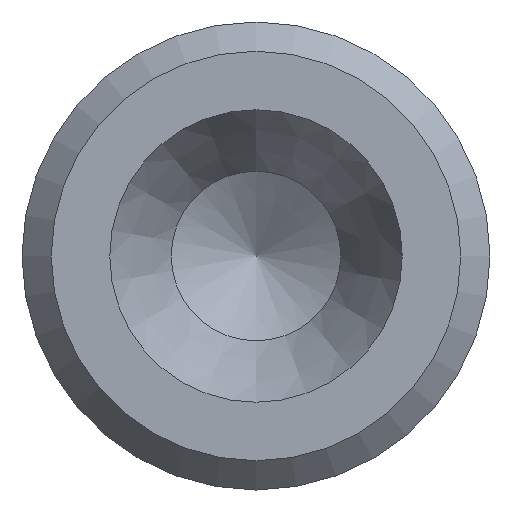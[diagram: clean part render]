
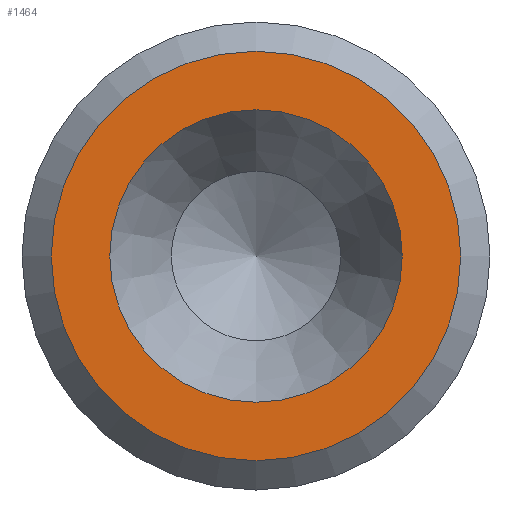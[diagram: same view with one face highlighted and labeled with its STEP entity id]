
A CAD part, left-side view. The second image highlights one B-rep face of the part: STEP entity #1464.
In plain terms, the highlighted planar face has unit normal (-1, 0, 0).
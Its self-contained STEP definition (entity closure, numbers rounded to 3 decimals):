
#1069 = CONICAL_SURFACE('',#1070,3.75,0.785);
#1070 = AXIS2_PLACEMENT_3D('',#1071,#1072,#1073);
#1071 = CARTESIAN_POINT('',(0.25,0.,0.));
#1072 = DIRECTION('',(1.,0.,0.));
#1073 = DIRECTION('',(0.,0.,-1.));
#1329 = CONICAL_SURFACE('',#1330,1.975,0.524);
#1330 = AXIS2_PLACEMENT_3D('',#1331,#1332,#1333);
#1331 = CARTESIAN_POINT('',(0.909,0.,
    0.));
#1332 = DIRECTION('',(-1.,0.,0.));
#1333 = DIRECTION('',(0.,0.,-1.));
#1388 = EDGE_CURVE('',#1389,#1389,#1391,.T.);
#1389 = VERTEX_POINT('',#1390);
#1390 = CARTESIAN_POINT('',(0.,0.,-2.5));
#1391 = SURFACE_CURVE('',#1392,(#1397,#1426),.PCURVE_S1.);
#1392 = CIRCLE('',#1393,2.5);
#1393 = AXIS2_PLACEMENT_3D('',#1394,#1395,#1396);
#1394 = CARTESIAN_POINT('',(0.,0.,0.)
  );
#1395 = DIRECTION('',(1.,0.,0.));
#1396 = DIRECTION('',(0.,0.,-1.));
#1397 = PCURVE('',#1329,#1398);
#1398 = DEFINITIONAL_REPRESENTATION('',(#1399),#1425);
#1399 = B_SPLINE_CURVE_WITH_KNOTS('',3,(#1400,#1401,#1402,#1403,#1404,
    #1405,#1406,#1407,#1408,#1409,#1410,#1411,#1412,#1413,#1414,#1415,
    #1416,#1417,#1418,#1419,#1420,#1421,#1422,#1423,#1424),
  .UNSPECIFIED.,.F.,.F.,(4,1,1,1,1,1,1,1,1,1,1,1,1,1,1,1,1,1,1,1,1,1,4),
  (0.,0.286,0.571,0.857,1.142,
    1.428,1.714,1.999,2.285,
    2.57,2.856,3.142,3.427,
    3.713,3.998,4.284,4.57,
    4.855,5.141,5.426,5.712,
    5.998,6.283),.QUASI_UNIFORM_KNOTS.);
#1400 = CARTESIAN_POINT('',(6.283,0.909));
#1401 = CARTESIAN_POINT('',(6.188,0.909));
#1402 = CARTESIAN_POINT('',(5.998,0.909));
#1403 = CARTESIAN_POINT('',(5.712,0.909));
#1404 = CARTESIAN_POINT('',(5.426,0.909));
#1405 = CARTESIAN_POINT('',(5.141,0.909));
#1406 = CARTESIAN_POINT('',(4.855,0.909));
#1407 = CARTESIAN_POINT('',(4.57,0.909));
#1408 = CARTESIAN_POINT('',(4.284,0.909));
#1409 = CARTESIAN_POINT('',(3.998,0.909));
#1410 = CARTESIAN_POINT('',(3.713,0.909));
#1411 = CARTESIAN_POINT('',(3.427,0.909));
#1412 = CARTESIAN_POINT('',(3.142,0.909));
#1413 = CARTESIAN_POINT('',(2.856,0.909));
#1414 = CARTESIAN_POINT('',(2.57,0.909));
#1415 = CARTESIAN_POINT('',(2.285,0.909));
#1416 = CARTESIAN_POINT('',(1.999,0.909));
#1417 = CARTESIAN_POINT('',(1.714,0.909));
#1418 = CARTESIAN_POINT('',(1.428,0.909));
#1419 = CARTESIAN_POINT('',(1.142,0.909));
#1420 = CARTESIAN_POINT('',(0.857,0.909));
#1421 = CARTESIAN_POINT('',(0.571,0.909));
#1422 = CARTESIAN_POINT('',(0.286,0.909));
#1423 = CARTESIAN_POINT('',(0.095,0.909));
#1424 = CARTESIAN_POINT('',(0.,0.909));
#1425 = ( GEOMETRIC_REPRESENTATION_CONTEXT(2) 
PARAMETRIC_REPRESENTATION_CONTEXT() REPRESENTATION_CONTEXT('2D SPACE',''
  ) );
#1426 = PCURVE('',#1427,#1432);
#1427 = PLANE('',#1428);
#1428 = AXIS2_PLACEMENT_3D('',#1429,#1430,#1431);
#1429 = CARTESIAN_POINT('',(0.,0.,-3.));
#1430 = DIRECTION('',(-1.,0.,0.));
#1431 = DIRECTION('',(0.,1.,0.));
#1432 = DEFINITIONAL_REPRESENTATION('',(#1433),#1441);
#1433 = ( BOUNDED_CURVE() B_SPLINE_CURVE(2,(#1434,#1435,#1436,#1437,
#1438,#1439,#1440),.UNSPECIFIED.,.F.,.F.) B_SPLINE_CURVE_WITH_KNOTS((1,2
    ,2,2,2,1),(-2.094,0.,2.094,4.189,
6.283,8.378),.UNSPECIFIED.) CURVE() 
GEOMETRIC_REPRESENTATION_ITEM() RATIONAL_B_SPLINE_CURVE((1.,0.5,1.,0.5,
1.,0.5,1.)) REPRESENTATION_ITEM('') );
#1434 = CARTESIAN_POINT('',(0.,-0.5));
#1435 = CARTESIAN_POINT('',(4.33,-0.5));
#1436 = CARTESIAN_POINT('',(2.165,-4.25));
#1437 = CARTESIAN_POINT('',(0.,-8.));
#1438 = CARTESIAN_POINT('',(-2.165,-4.25));
#1439 = CARTESIAN_POINT('',(-4.33,-0.5));
#1440 = CARTESIAN_POINT('',(0.,-0.5));
#1441 = ( GEOMETRIC_REPRESENTATION_CONTEXT(2) 
PARAMETRIC_REPRESENTATION_CONTEXT() REPRESENTATION_CONTEXT('2D SPACE',''
  ) );
#1464 = ADVANCED_FACE('',(#1465,#1517),#1427,.T.);
#1465 = FACE_BOUND('',#1466,.T.);
#1466 = EDGE_LOOP('',(#1467));
#1467 = ORIENTED_EDGE('',*,*,#1468,.F.);
#1468 = EDGE_CURVE('',#1469,#1469,#1471,.T.);
#1469 = VERTEX_POINT('',#1470);
#1470 = CARTESIAN_POINT('',(0.,0.,-3.5));
#1471 = SURFACE_CURVE('',#1472,(#1477,#1488),.PCURVE_S1.);
#1472 = CIRCLE('',#1473,3.5);
#1473 = AXIS2_PLACEMENT_3D('',#1474,#1475,#1476);
#1474 = CARTESIAN_POINT('',(0.,0.,0.)
  );
#1475 = DIRECTION('',(1.,0.,0.));
#1476 = DIRECTION('',(0.,0.,-1.));
#1477 = PCURVE('',#1427,#1478);
#1478 = DEFINITIONAL_REPRESENTATION('',(#1479),#1487);
#1479 = ( BOUNDED_CURVE() B_SPLINE_CURVE(2,(#1480,#1481,#1482,#1483,
#1484,#1485,#1486),.UNSPECIFIED.,.F.,.F.) B_SPLINE_CURVE_WITH_KNOTS((1,2
    ,2,2,2,1),(-2.094,0.,2.094,4.189,
6.283,8.378),.UNSPECIFIED.) CURVE() 
GEOMETRIC_REPRESENTATION_ITEM() RATIONAL_B_SPLINE_CURVE((1.,0.5,1.,0.5,
1.,0.5,1.)) REPRESENTATION_ITEM('') );
#1480 = CARTESIAN_POINT('',(0.,0.5));
#1481 = CARTESIAN_POINT('',(6.062,0.5));
#1482 = CARTESIAN_POINT('',(3.031,-4.75));
#1483 = CARTESIAN_POINT('',(0.,-10.));
#1484 = CARTESIAN_POINT('',(-3.031,-4.75));
#1485 = CARTESIAN_POINT('',(-6.062,0.5));
#1486 = CARTESIAN_POINT('',(0.,0.5));
#1487 = ( GEOMETRIC_REPRESENTATION_CONTEXT(2) 
PARAMETRIC_REPRESENTATION_CONTEXT() REPRESENTATION_CONTEXT('2D SPACE',''
  ) );
#1488 = PCURVE('',#1069,#1489);
#1489 = DEFINITIONAL_REPRESENTATION('',(#1490),#1516);
#1490 = B_SPLINE_CURVE_WITH_KNOTS('',3,(#1491,#1492,#1493,#1494,#1495,
    #1496,#1497,#1498,#1499,#1500,#1501,#1502,#1503,#1504,#1505,#1506,
    #1507,#1508,#1509,#1510,#1511,#1512,#1513,#1514,#1515),
  .UNSPECIFIED.,.F.,.F.,(4,1,1,1,1,1,1,1,1,1,1,1,1,1,1,1,1,1,1,1,1,1,4),
  (0.,0.286,0.571,0.857,1.142,
    1.428,1.714,1.999,2.285,
    2.57,2.856,3.142,3.427,
    3.713,3.998,4.284,4.57,
    4.855,5.141,5.426,5.712,
    5.998,6.283),.QUASI_UNIFORM_KNOTS.);
#1491 = CARTESIAN_POINT('',(0.,-0.25));
#1492 = CARTESIAN_POINT('',(0.095,-0.25));
#1493 = CARTESIAN_POINT('',(0.286,-0.25));
#1494 = CARTESIAN_POINT('',(0.571,-0.25));
#1495 = CARTESIAN_POINT('',(0.857,-0.25));
#1496 = CARTESIAN_POINT('',(1.142,-0.25));
#1497 = CARTESIAN_POINT('',(1.428,-0.25));
#1498 = CARTESIAN_POINT('',(1.714,-0.25));
#1499 = CARTESIAN_POINT('',(1.999,-0.25));
#1500 = CARTESIAN_POINT('',(2.285,-0.25));
#1501 = CARTESIAN_POINT('',(2.57,-0.25));
#1502 = CARTESIAN_POINT('',(2.856,-0.25));
#1503 = CARTESIAN_POINT('',(3.142,-0.25));
#1504 = CARTESIAN_POINT('',(3.427,-0.25));
#1505 = CARTESIAN_POINT('',(3.713,-0.25));
#1506 = CARTESIAN_POINT('',(3.998,-0.25));
#1507 = CARTESIAN_POINT('',(4.284,-0.25));
#1508 = CARTESIAN_POINT('',(4.57,-0.25));
#1509 = CARTESIAN_POINT('',(4.855,-0.25));
#1510 = CARTESIAN_POINT('',(5.141,-0.25));
#1511 = CARTESIAN_POINT('',(5.426,-0.25));
#1512 = CARTESIAN_POINT('',(5.712,-0.25));
#1513 = CARTESIAN_POINT('',(5.998,-0.25));
#1514 = CARTESIAN_POINT('',(6.188,-0.25));
#1515 = CARTESIAN_POINT('',(6.283,-0.25));
#1516 = ( GEOMETRIC_REPRESENTATION_CONTEXT(2) 
PARAMETRIC_REPRESENTATION_CONTEXT() REPRESENTATION_CONTEXT('2D SPACE',''
  ) );
#1517 = FACE_BOUND('',#1518,.T.);
#1518 = EDGE_LOOP('',(#1519));
#1519 = ORIENTED_EDGE('',*,*,#1388,.T.);
